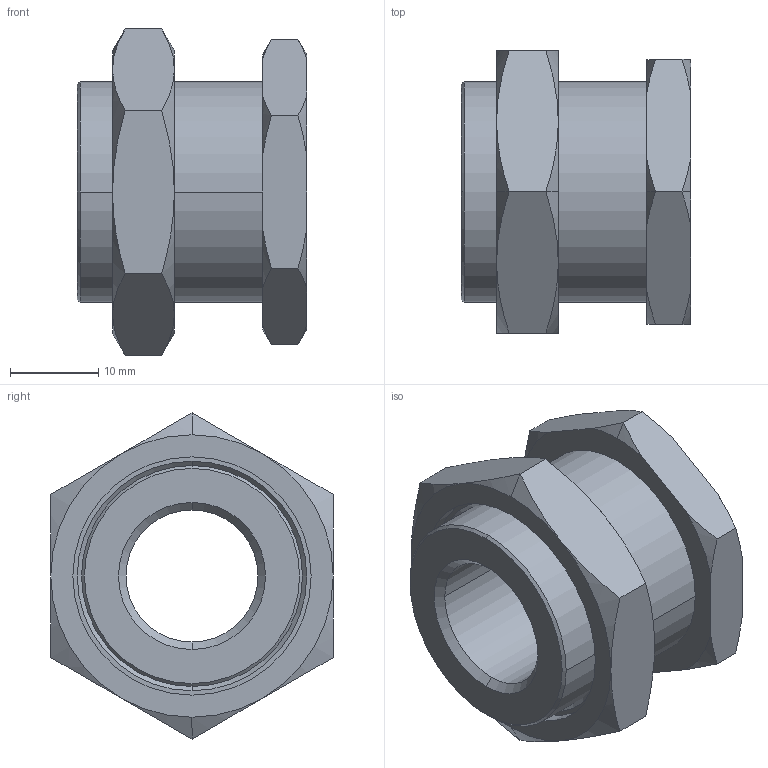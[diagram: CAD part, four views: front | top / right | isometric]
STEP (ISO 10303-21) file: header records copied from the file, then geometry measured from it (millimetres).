
FILE_DESCRIPTION(('STEP AP214'),'1');
FILE_NAME('1817_00_17.stp','2016-07-07T14:25:02',('TraceParts'),('TraceParts S.A.'),'Spatial InterOp 3D',' ',' ');
FILE_SCHEMA(('automotive_design'));
Length unit declared in the file: millimetre
Products named in the file (2): Solide1; Solide2
Bounding box: 26 x 32 x 36.95 mm (x, y, z)
Volume: 12255.9 mm3; surface area: 6512.5 mm2
Topology: 2 solids, 2 shells, 68 faces, 165 edges, 103 vertices
Faces by surface type: cone 42, plane 18, cylinder 8
Entity records: 2539 total; most frequent: CARTESIAN_POINT 434, ORIENTED_EDGE 330, DIRECTION 324, EDGE_CURVE 165, AXIS2_PLACEMENT_3D 137, VERTEX_POINT 103, EDGE_LOOP 74, STYLED_ITEM 70
